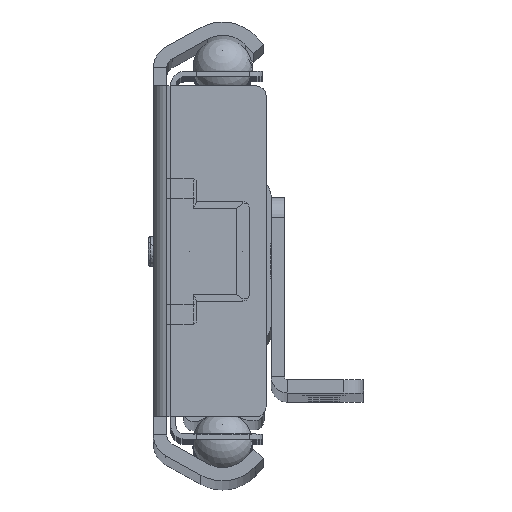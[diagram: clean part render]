
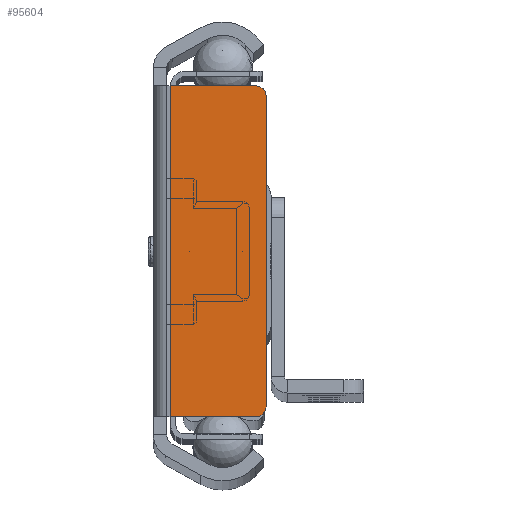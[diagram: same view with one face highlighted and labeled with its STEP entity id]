
A CAD part, top view. The second image highlights one B-rep face of the part: STEP entity #95604.
In plain terms, the highlighted planar face has unit normal (0, 0, 1).
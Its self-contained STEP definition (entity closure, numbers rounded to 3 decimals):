
#2336=PLANE('',#101215);
#6973=FACE_OUTER_BOUND('',#11823,.T.);
#11823=EDGE_LOOP('',(#64487,#64488,#64489,#64490,#64491,#64492));
#17116=LINE('',#143136,#25305);
#17122=LINE('',#143152,#25311);
#17143=LINE('',#143206,#25332);
#17144=LINE('',#143210,#25333);
#25305=VECTOR('',#112827,10.);
#25311=VECTOR('',#112843,10.);
#25332=VECTOR('',#112888,10.);
#25333=VECTOR('',#112895,1.38);
#33455=CIRCLE('',#101188,1.5);
#33458=CIRCLE('',#101194,1.5);
#38732=VERTEX_POINT('',#143123);
#38733=VERTEX_POINT('',#143124);
#38737=VERTEX_POINT('',#143134);
#38741=VERTEX_POINT('',#143146);
#38742=VERTEX_POINT('',#143150);
#38763=VERTEX_POINT('',#143205);
#48861=EDGE_CURVE('',#38732,#38733,#33455,.T.);
#48867=EDGE_CURVE('',#38737,#38732,#17116,.T.);
#48872=EDGE_CURVE('',#38741,#38737,#33458,.T.);
#48875=EDGE_CURVE('',#38742,#38741,#17122,.T.);
#48900=EDGE_CURVE('',#38742,#38763,#17143,.T.);
#48903=EDGE_CURVE('',#38733,#38763,#17144,.T.);
#64487=ORIENTED_EDGE('',*,*,#48861,.F.);
#64488=ORIENTED_EDGE('',*,*,#48867,.F.);
#64489=ORIENTED_EDGE('',*,*,#48872,.F.);
#64490=ORIENTED_EDGE('',*,*,#48875,.F.);
#64491=ORIENTED_EDGE('',*,*,#48900,.T.);
#64492=ORIENTED_EDGE('',*,*,#48903,.F.);
#95604=ADVANCED_FACE('',(#6973),#2336,.F.);
#101188=AXIS2_PLACEMENT_3D('',#143125,#112817,#112818);
#101194=AXIS2_PLACEMENT_3D('',#143147,#112837,#112838);
#101215=AXIS2_PLACEMENT_3D('',#143220,#112907,#112908);
#112817=DIRECTION('center_axis',(0.,0.,
-1.));
#112818=DIRECTION('ref_axis',(0.707,-0.707,0.));
#112827=DIRECTION('',(0.,-1.,0.));
#112837=DIRECTION('center_axis',(0.,0.,
-1.));
#112838=DIRECTION('ref_axis',(0.707,0.707,0.));
#112843=DIRECTION('',(1.,0.,0.));
#112888=DIRECTION('',(0.,-1.,0.));
#112895=DIRECTION('',(-1.,0.,0.));
#112907=DIRECTION('center_axis',(0.,0.,
-1.));
#112908=DIRECTION('ref_axis',(0.,1.,0.));
#143123=CARTESIAN_POINT('',(6.55,-23.5,800.));
#143124=CARTESIAN_POINT('',(5.05,-25.,800.));
#143125=CARTESIAN_POINT('Origin',(5.05,-23.5,800.));
#143134=CARTESIAN_POINT('',(6.55,23.5,800.));
#143136=CARTESIAN_POINT('',(6.55,25.,800.));
#143146=CARTESIAN_POINT('',(5.05,25.,800.));
#143147=CARTESIAN_POINT('Origin',(5.05,23.5,800.));
#143150=CARTESIAN_POINT('',(-7.95,25.,800.));
#143152=CARTESIAN_POINT('',(-7.95,25.,800.));
#143205=CARTESIAN_POINT('',(-7.95,-25.,800.));
#143206=CARTESIAN_POINT('',(-7.95,0.,800.));
#143210=CARTESIAN_POINT('',(-12.286,-25.,800.));
#143220=CARTESIAN_POINT('Origin',(-7.95,-25.,800.));
